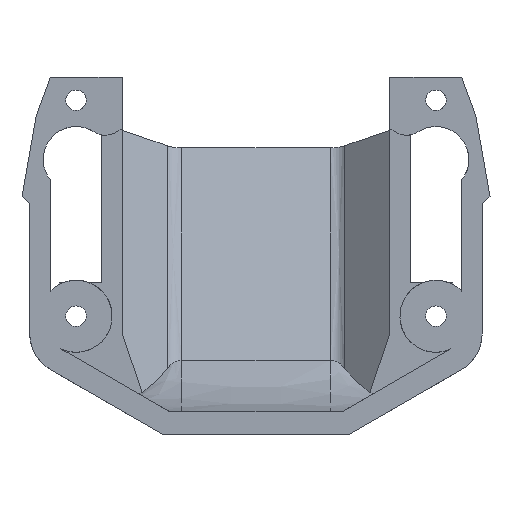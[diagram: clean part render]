
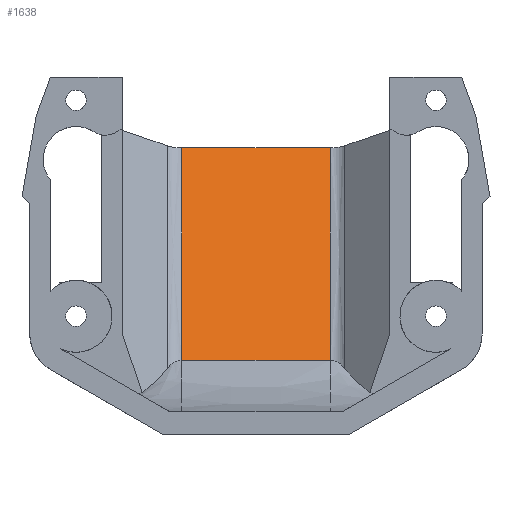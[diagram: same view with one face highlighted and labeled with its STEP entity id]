
A CAD part, front view. The second image highlights one B-rep face of the part: STEP entity #1638.
In plain terms, the highlighted free-form (B-spline) face has degree [1, 1] with [2, 2] control points.
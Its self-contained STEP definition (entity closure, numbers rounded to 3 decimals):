
#157 = VERTEX_POINT('',#158);
#158 = CARTESIAN_POINT('',(13.274,21.669,-7.131
    ));
#164 = EDGE_CURVE('',#157,#165,#167,.T.);
#165 = VERTEX_POINT('',#166);
#166 = CARTESIAN_POINT('',(28.278,21.669,
    -7.131));
#167 = B_SPLINE_CURVE_WITH_KNOTS('',1,(#168,#169),.UNSPECIFIED.,.F.,.F.,
  (2,2),(6.803,21.247),.PIECEWISE_BEZIER_KNOTS.);
#168 = CARTESIAN_POINT('',(13.274,21.669,-7.131
    ));
#169 = CARTESIAN_POINT('',(28.278,21.669,
    -7.131));
#1242 = VERTEX_POINT('',#1243);
#1243 = CARTESIAN_POINT('',(28.278,13.853,
    -28.606));
#1249 = EDGE_CURVE('',#1250,#1242,#1252,.T.);
#1250 = VERTEX_POINT('',#1251);
#1251 = CARTESIAN_POINT('',(13.274,13.853,
    -28.606));
#1252 = B_SPLINE_CURVE_WITH_KNOTS('',1,(#1253,#1254),.UNSPECIFIED.,.F.,
  .F.,(2,2),(0.828,15.272),.PIECEWISE_BEZIER_KNOTS.);
#1253 = CARTESIAN_POINT('',(13.274,13.853,
    -28.606));
#1254 = CARTESIAN_POINT('',(28.278,13.853,
    -28.606));
#1625 = EDGE_CURVE('',#1250,#157,#1626,.T.);
#1626 = B_SPLINE_CURVE_WITH_KNOTS('',1,(#1627,#1628),.UNSPECIFIED.,.F.,
  .F.,(2,2),(-22.,0.),.PIECEWISE_BEZIER_KNOTS.);
#1627 = CARTESIAN_POINT('',(13.274,13.853,
    -28.606));
#1628 = CARTESIAN_POINT('',(13.274,21.669,
    -7.131));
#1638 = ADVANCED_FACE('',(#1639),#1649,.F.);
#1639 = FACE_BOUND('',#1640,.T.);
#1640 = EDGE_LOOP('',(#1641,#1642,#1643,#1648));
#1641 = ORIENTED_EDGE('',*,*,#1625,.F.);
#1642 = ORIENTED_EDGE('',*,*,#1249,.T.);
#1643 = ORIENTED_EDGE('',*,*,#1644,.F.);
#1644 = EDGE_CURVE('',#165,#1242,#1645,.T.);
#1645 = B_SPLINE_CURVE_WITH_KNOTS('',1,(#1646,#1647),.UNSPECIFIED.,.F.,
  .F.,(2,2),(0.,22.),.PIECEWISE_BEZIER_KNOTS.);
#1646 = CARTESIAN_POINT('',(28.278,21.669,
    -7.131));
#1647 = CARTESIAN_POINT('',(28.278,13.853,
    -28.606));
#1648 = ORIENTED_EDGE('',*,*,#164,.F.);
#1649 = B_SPLINE_SURFACE_WITH_KNOTS('',1,1,(
    (#1650,#1651)
    ,(#1652,#1653
    )),.UNSPECIFIED.,.F.,.F.,.F.,(2,2),(2,2),(0.828,
    15.272),(0.,22.),
  .PIECEWISE_BEZIER_KNOTS.);
#1650 = CARTESIAN_POINT('',(13.274,21.669,
    -7.131));
#1651 = CARTESIAN_POINT('',(13.274,13.853,
    -28.606));
#1652 = CARTESIAN_POINT('',(28.278,21.669,
    -7.131));
#1653 = CARTESIAN_POINT('',(28.278,13.853,
    -28.606));
